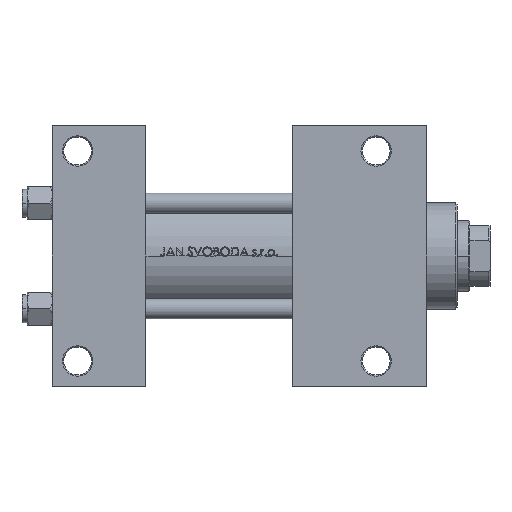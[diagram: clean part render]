
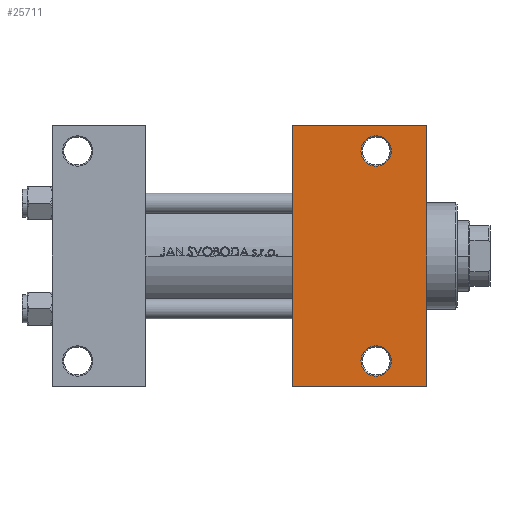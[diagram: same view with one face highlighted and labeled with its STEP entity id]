
A CAD part, front view. The second image highlights one B-rep face of the part: STEP entity #25711.
In plain terms, the highlighted face is planar.
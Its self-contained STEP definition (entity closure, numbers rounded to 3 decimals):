
#967 = EDGE_CURVE ( 'NONE', #31279, #3032, #15150, .T. ) ;
#1185 = CARTESIAN_POINT ( 'NONE',  ( 134., 41.5, -30. ) ) ;
#1186 = DIRECTION ( 'NONE',  ( 0., 0., 1. ) ) ;
#1266 = DIRECTION ( 'NONE',  ( 0., 1., 0. ) ) ;
#2811 = ORIENTED_EDGE ( 'NONE', *, *, #47096, .T. ) ;
#3032 = VERTEX_POINT ( 'NONE', #15591 ) ;
#3434 = DIRECTION ( 'NONE',  ( 0., -1., 0. ) ) ;
#4067 = EDGE_CURVE ( 'NONE', #44019, #9098, #11167, .T. ) ;
#4157 = CIRCLE ( 'NONE', #48782, 6. ) ;
#4681 = EDGE_LOOP ( 'NONE', ( #15671, #24928 ) ) ;
#4764 = CARTESIAN_POINT ( 'NONE',  ( 128., 41.5, -30. ) ) ;
#4983 = ORIENTED_EDGE ( 'NONE', *, *, #43124, .T. ) ;
#5588 = CIRCLE ( 'NONE', #42305, 6. ) ;
#5723 = FACE_OUTER_BOUND ( 'NONE', #42111, .T. ) ;
#6213 = DIRECTION ( 'NONE',  ( 0., 0., -1. ) ) ;
#6355 = CARTESIAN_POINT ( 'NONE',  ( 148., -51.5, -30. ) ) ;
#8754 = DIRECTION ( 'NONE',  ( 0., 1., 0. ) ) ;
#9098 = VERTEX_POINT ( 'NONE', #35689 ) ;
#11167 = LINE ( 'NONE', #37148, #24785 ) ;
#11582 = EDGE_CURVE ( 'NONE', #23824, #28983, #5588, .T. ) ;
#13684 = VECTOR ( 'NONE', #37721, 1000. ) ;
#15150 = CIRCLE ( 'NONE', #41505, 6. ) ;
#15591 = CARTESIAN_POINT ( 'NONE',  ( 122., 41.5, -30. ) ) ;
#15602 = ORIENTED_EDGE ( 'NONE', *, *, #43431, .T. ) ;
#15654 = VECTOR ( 'NONE', #26027, 1000. ) ;
#15671 = ORIENTED_EDGE ( 'NONE', *, *, #21007, .T. ) ;
#17432 = PLANE ( 'NONE',  #20261 ) ;
#18025 = DIRECTION ( 'NONE',  ( 0., 0., 1. ) ) ;
#18045 = LINE ( 'NONE', #48524, #15654 ) ;
#18231 = LINE ( 'NONE', #18486, #13684 ) ;
#18486 = CARTESIAN_POINT ( 'NONE',  ( 95., 51.5, -30. ) ) ;
#18757 = ORIENTED_EDGE ( 'NONE', *, *, #4067, .F. ) ;
#19891 = DIRECTION ( 'NONE',  ( 0., 1., 0. ) ) ;
#19963 = FACE_BOUND ( 'NONE', #4681, .T. ) ;
#20261 = AXIS2_PLACEMENT_3D ( 'NONE', #44933, #6213, #21930 ) ;
#20755 = DIRECTION ( 'NONE',  ( 0., -1., 0. ) ) ;
#21007 = EDGE_CURVE ( 'NONE', #3032, #31279, #24216, .T. ) ;
#21930 = DIRECTION ( 'NONE',  ( 0., 1., 0. ) ) ;
#23824 = VERTEX_POINT ( 'NONE', #32275 ) ;
#24216 = CIRCLE ( 'NONE', #45750, 6. ) ;
#24507 = CARTESIAN_POINT ( 'NONE',  ( 148., 30., -30. ) ) ;
#24785 = VECTOR ( 'NONE', #3434, 1000. ) ;
#24928 = ORIENTED_EDGE ( 'NONE', *, *, #967, .T. ) ;
#25711 = ADVANCED_FACE ( 'NONE', ( #19963, #44436, #5723 ), #17432, .T. ) ;
#25753 = DIRECTION ( 'NONE',  ( 0., 1., 0. ) ) ;
#26027 = DIRECTION ( 'NONE',  ( -1., 0., 0. ) ) ;
#27196 = VECTOR ( 'NONE', #20755, 1000. ) ;
#27725 = DIRECTION ( 'NONE',  ( 0., 0., 1. ) ) ;
#28983 = VERTEX_POINT ( 'NONE', #34919 ) ;
#29572 = CARTESIAN_POINT ( 'NONE',  ( 148., 51.5, -30. ) ) ;
#31058 = EDGE_CURVE ( 'NONE', #43825, #9098, #18045, .T. ) ;
#31279 = VERTEX_POINT ( 'NONE', #1185 ) ;
#32134 = ORIENTED_EDGE ( 'NONE', *, *, #31058, .T. ) ;
#32275 = CARTESIAN_POINT ( 'NONE',  ( 134., -41.5, -30. ) ) ;
#34868 = VERTEX_POINT ( 'NONE', #29572 ) ;
#34915 = CARTESIAN_POINT ( 'NONE',  ( 128., 41.5, -30. ) ) ;
#34919 = CARTESIAN_POINT ( 'NONE',  ( 122., -41.5, -30. ) ) ;
#35059 = CARTESIAN_POINT ( 'NONE',  ( 95., 51.5, -30. ) ) ;
#35689 = CARTESIAN_POINT ( 'NONE',  ( 95., -51.5, -30. ) ) ;
#37148 = CARTESIAN_POINT ( 'NONE',  ( 95., 30., -30. ) ) ;
#37721 = DIRECTION ( 'NONE',  ( 1., 0., 0. ) ) ;
#38154 = EDGE_LOOP ( 'NONE', ( #15602, #40925 ) ) ;
#40758 = CARTESIAN_POINT ( 'NONE',  ( 128., -41.5, -30. ) ) ;
#40925 = ORIENTED_EDGE ( 'NONE', *, *, #11582, .T. ) ;
#41505 = AXIS2_PLACEMENT_3D ( 'NONE', #34915, #1186, #19891 ) ;
#42111 = EDGE_LOOP ( 'NONE', ( #18757, #2811, #4983, #32134 ) ) ;
#42305 = AXIS2_PLACEMENT_3D ( 'NONE', #40758, #18025, #25753 ) ;
#43124 = EDGE_CURVE ( 'NONE', #34868, #43825, #47505, .T. ) ;
#43431 = EDGE_CURVE ( 'NONE', #28983, #23824, #4157, .T. ) ;
#43825 = VERTEX_POINT ( 'NONE', #6355 ) ;
#44019 = VERTEX_POINT ( 'NONE', #35059 ) ;
#44436 = FACE_BOUND ( 'NONE', #38154, .T. ) ;
#44933 = CARTESIAN_POINT ( 'NONE',  ( 148., 30., -30. ) ) ;
#45750 = AXIS2_PLACEMENT_3D ( 'NONE', #4764, #27725, #8754 ) ;
#47096 = EDGE_CURVE ( 'NONE', #44019, #34868, #18231, .T. ) ;
#47200 = CARTESIAN_POINT ( 'NONE',  ( 128., -41.5, -30. ) ) ;
#47450 = DIRECTION ( 'NONE',  ( 0., 0., 1. ) ) ;
#47505 = LINE ( 'NONE', #24507, #27196 ) ;
#48524 = CARTESIAN_POINT ( 'NONE',  ( 95., -51.5, -30. ) ) ;
#48782 = AXIS2_PLACEMENT_3D ( 'NONE', #47200, #47450, #1266 ) ;
